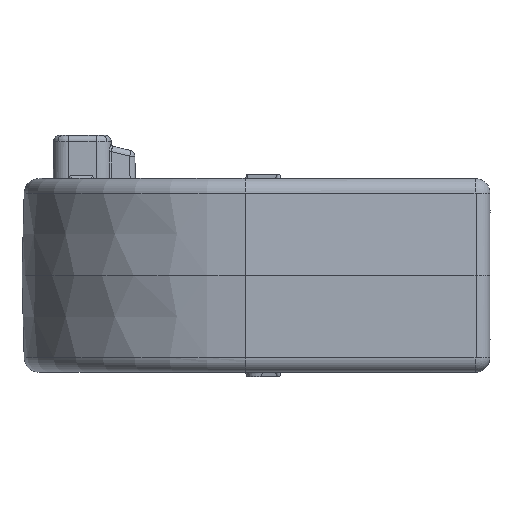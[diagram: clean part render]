
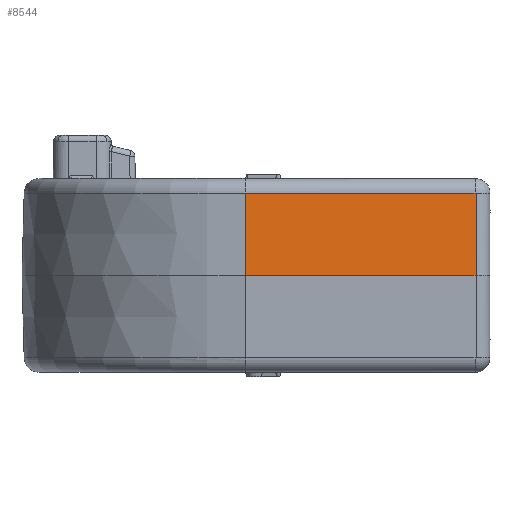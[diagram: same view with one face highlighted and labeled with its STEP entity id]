
A CAD part, left-side view. The second image highlights one B-rep face of the part: STEP entity #8544.
In plain terms, the highlighted planar face has unit normal (-0.998, -0.061, 0.026).
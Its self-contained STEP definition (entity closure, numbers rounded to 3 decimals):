
#43 = B_SPLINE_CURVE_WITH_KNOTS ( 'NONE', 3,
 ( #11553, #11554, #11562, #11563 ),
 .UNSPECIFIED., .F., .F.,
 ( 4, 4 ),
 ( 0.005, 0.033 ),
 .UNSPECIFIED. ) ;
#139 = CARTESIAN_POINT ( 'NONE',  ( -75., -0.22, -0.285 ) ) ;
#142 = DIRECTION ( 'NONE',  ( 0.061, -0.998, 0. ) ) ;
#276 = CARTESIAN_POINT ( 'NONE',  ( -74.278, -0.176, 27.346 ) ) ;
#286 = DIRECTION ( 'NONE',  ( -0.061, 0.998, 0. ) ) ;
#409 = CARTESIAN_POINT ( 'NONE',  ( -70.29, -77.524, -0.408 ) ) ;
#410 = DIRECTION ( 'NONE',  ( 0.026, 0., 1. ) ) ;
#3047 = LINE ( 'NONE', #276, #3086 ) ;
#3086 = VECTOR ( 'NONE', #286, 1000. ) ;
#3124 = VECTOR ( 'NONE', #410, 1000. ) ;
#3134 = LINE ( 'NONE', #409, #3124 ) ;
#3226 = VECTOR ( 'NONE', #142, 1000. ) ;
#3236 = LINE ( 'NONE', #139, #3226 ) ;
#3365 = FACE_OUTER_BOUND ( 'NONE', #10120, .T. ) ;
#3593 = VERTEX_POINT ( 'NONE', #4384 ) ;
#3608 = VERTEX_POINT ( 'NONE', #4375 ) ;
#3917 = VERTEX_POINT ( 'NONE', #5478 ) ;
#4054 = VERTEX_POINT ( 'NONE', #10349 ) ;
#4375 = CARTESIAN_POINT ( 'NONE',  ( -75., -0.22, -0.285 ) ) ;
#4384 = CARTESIAN_POINT ( 'NONE',  ( -74.276, -0.198, 27.346 ) ) ;
#4835 = ORIENTED_EDGE ( 'NONE', *, *, #9191, .T. ) ;
#4836 = ORIENTED_EDGE ( 'NONE', *, *, #9020, .T. ) ;
#4837 = ORIENTED_EDGE ( 'NONE', *, *, #9245, .T. ) ;
#4869 = ORIENTED_EDGE ( 'NONE', *, *, #9313, .T. ) ;
#5478 = CARTESIAN_POINT ( 'NONE',  ( -70.286, -77.524, -0.285 ) ) ;
#7717 = DIRECTION ( 'NONE',  ( 0.061, -0.998, 0. ) ) ;
#7774 = DIRECTION ( 'NONE',  ( -0.998, -0.061, 0.026 ) ) ;
#7914 = CARTESIAN_POINT ( 'NONE',  ( -75., -0.22, -0.285 ) ) ;
#7964 = PLANE ( 'NONE',  #9798 ) ;
#8544 = ADVANCED_FACE ( 'NONE', ( #3365 ), #7964, .T. ) ;
#9020 = EDGE_CURVE ( 'NONE', #3593, #3608, #43, .T. ) ;
#9191 = EDGE_CURVE ( 'NONE', #3608, #3917, #3236, .T. ) ;
#9245 = EDGE_CURVE ( 'NONE', #4054, #3593, #3047, .T. ) ;
#9313 = EDGE_CURVE ( 'NONE', #3917, #4054, #3134, .T. ) ;
#9798 = AXIS2_PLACEMENT_3D ( 'NONE', #7914, #7774, #7717 ) ;
#10120 = EDGE_LOOP ( 'NONE', ( #4869, #4837, #4836, #4835 ) ) ;
#10349 = CARTESIAN_POINT ( 'NONE',  ( -69.561, -77.524, 27.346 ) ) ;
#11553 = CARTESIAN_POINT ( 'NONE',  ( -74.276, -0.198, 27.346 ) ) ;
#11554 = CARTESIAN_POINT ( 'NONE',  ( -74.518, -0.206, 18.136 ) ) ;
#11562 = CARTESIAN_POINT ( 'NONE',  ( -74.759, -0.213, 8.926 ) ) ;
#11563 = CARTESIAN_POINT ( 'NONE',  ( -75., -0.22, -0.285 ) ) ;
